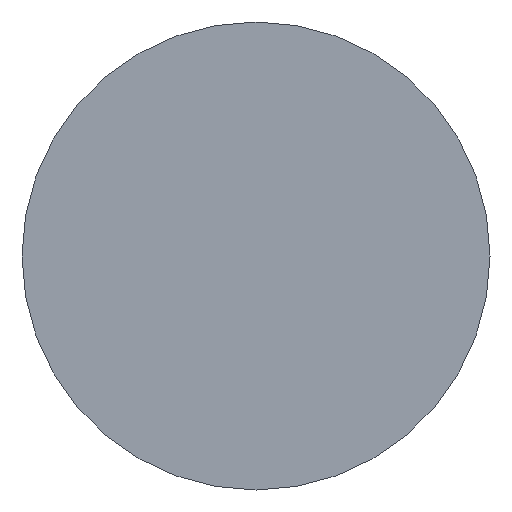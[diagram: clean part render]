
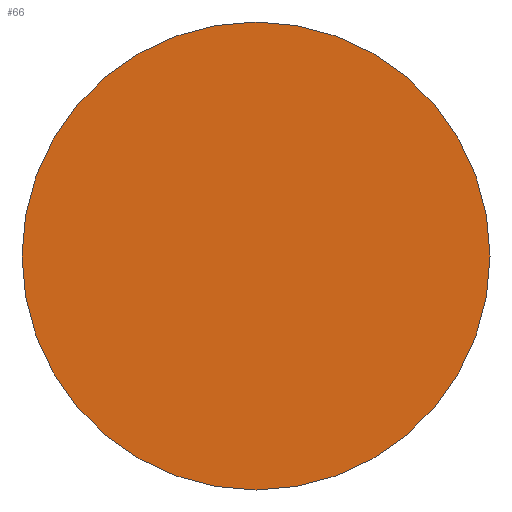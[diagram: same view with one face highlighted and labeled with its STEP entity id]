
A CAD part, left-side view. The second image highlights one B-rep face of the part: STEP entity #66.
In plain terms, the highlighted planar face has unit normal (-1, 0, 0).
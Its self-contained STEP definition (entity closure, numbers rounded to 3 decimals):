
#9 = DIRECTION ( 'NONE',  ( -1., 0., 0. ) ) ;
#22 = EDGE_LOOP ( 'NONE', ( #91, #35 ) ) ;
#30 = DIRECTION ( 'NONE',  ( -1., 0., 0. ) ) ;
#32 = DIRECTION ( 'NONE',  ( 0., 0., 1. ) ) ;
#35 = ORIENTED_EDGE ( 'NONE', *, *, #121, .T. ) ;
#38 = AXIS2_PLACEMENT_3D ( 'NONE', #68, #9, #172 ) ;
#40 = CARTESIAN_POINT ( 'NONE',  ( 47.745, 28.478, 0. ) ) ;
#42 = CARTESIAN_POINT ( 'NONE',  ( 47.745, 28.478, 6.35 ) ) ;
#50 = CARTESIAN_POINT ( 'NONE',  ( 47.745, 28.478, -6.35 ) ) ;
#66 = ADVANCED_FACE ( 'NONE', ( #82 ), #160, .F. ) ;
#68 = CARTESIAN_POINT ( 'NONE',  ( 47.745, 28.478, 0. ) ) ;
#72 = DIRECTION ( 'NONE',  ( 1., 0., 0. ) ) ;
#82 = FACE_OUTER_BOUND ( 'NONE', #22, .T. ) ;
#84 = DIRECTION ( 'NONE',  ( 0., 0., -1. ) ) ;
#91 = ORIENTED_EDGE ( 'NONE', *, *, #146, .T. ) ;
#92 = CIRCLE ( 'NONE', #38, 6.35 ) ;
#104 = VERTEX_POINT ( 'NONE', #42 ) ;
#121 = EDGE_CURVE ( 'NONE', #143, #104, #175, .T. ) ;
#128 = CARTESIAN_POINT ( 'NONE',  ( 47.745, 28.478, 0. ) ) ;
#138 = AXIS2_PLACEMENT_3D ( 'NONE', #128, #30, #32 ) ;
#143 = VERTEX_POINT ( 'NONE', #50 ) ;
#146 = EDGE_CURVE ( 'NONE', #104, #143, #92, .T. ) ;
#157 = AXIS2_PLACEMENT_3D ( 'NONE', #40, #72, #84 ) ;
#160 = PLANE ( 'NONE',  #157 ) ;
#172 = DIRECTION ( 'NONE',  ( 0., 0., 1. ) ) ;
#175 = CIRCLE ( 'NONE', #138, 6.35 ) ;
